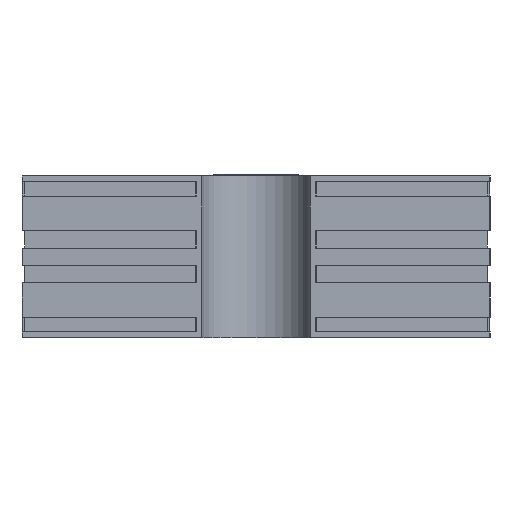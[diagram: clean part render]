
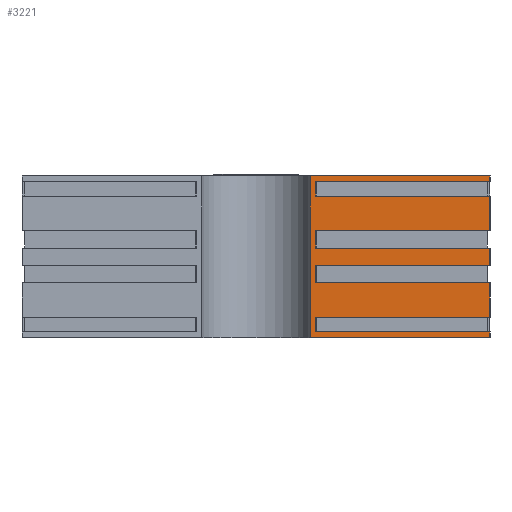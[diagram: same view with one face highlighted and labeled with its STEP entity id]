
A CAD part, left-side view. The second image highlights one B-rep face of the part: STEP entity #3221.
In plain terms, the highlighted planar face has unit normal (-1, 0, 0).
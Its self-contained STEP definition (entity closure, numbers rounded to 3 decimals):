
#146=FACE_OUTER_BOUND('',#312,.T.);
#312=EDGE_LOOP('',(#2353,#2354,#2355,#2356,#2357,#2358,#2359,#2360,#2361,
#2362,#2363,#2364,#2365,#2366,#2367,#2368,#2369,#2370,#2371,#2372));
#571=LINE('',#4680,#988);
#575=LINE('',#4698,#992);
#579=LINE('',#4716,#996);
#581=LINE('',#4725,#998);
#583=LINE('',#4734,#1000);
#585=LINE('',#4740,#1002);
#586=LINE('',#4742,#1003);
#587=LINE('',#4743,#1004);
#588=LINE('',#4745,#1005);
#589=LINE('',#4747,#1006);
#590=LINE('',#4748,#1007);
#591=LINE('',#4750,#1008);
#592=LINE('',#4752,#1009);
#593=LINE('',#4753,#1010);
#594=LINE('',#4755,#1011);
#595=LINE('',#4757,#1012);
#596=LINE('',#4758,#1013);
#597=LINE('',#4760,#1014);
#598=LINE('',#4762,#1015);
#599=LINE('',#4763,#1016);
#988=VECTOR('',#3819,0.051);
#992=VECTOR('',#3835,0.061);
#996=VECTOR('',#3851,0.061);
#998=VECTOR('',#3859,0.051);
#1000=VECTOR('',#3867,0.57);
#1002=VECTOR('',#3873,0.613);
#1003=VECTOR('',#3874,0.02);
#1004=VECTOR('',#3875,0.633);
#1005=VECTOR('',#3876,0.633);
#1006=VECTOR('',#3877,0.02);
#1007=VECTOR('',#3878,0.613);
#1008=VECTOR('',#3879,0.613);
#1009=VECTOR('',#3880,0.122);
#1010=VECTOR('',#3881,0.613);
#1011=VECTOR('',#3882,0.613);
#1012=VECTOR('',#3883,0.061);
#1013=VECTOR('',#3884,0.613);
#1014=VECTOR('',#3885,0.613);
#1015=VECTOR('',#3886,0.122);
#1016=VECTOR('',#3887,0.613);
#1354=VERTEX_POINT('',#4676);
#1356=VERTEX_POINT('',#4679);
#1362=VERTEX_POINT('',#4694);
#1364=VERTEX_POINT('',#4697);
#1370=VERTEX_POINT('',#4712);
#1372=VERTEX_POINT('',#4715);
#1374=VERTEX_POINT('',#4721);
#1376=VERTEX_POINT('',#4724);
#1378=VERTEX_POINT('',#4730);
#1380=VERTEX_POINT('',#4733);
#1382=VERTEX_POINT('',#4739);
#1383=VERTEX_POINT('',#4741);
#1384=VERTEX_POINT('',#4744);
#1385=VERTEX_POINT('',#4746);
#1386=VERTEX_POINT('',#4749);
#1387=VERTEX_POINT('',#4751);
#1388=VERTEX_POINT('',#4754);
#1389=VERTEX_POINT('',#4756);
#1390=VERTEX_POINT('',#4759);
#1391=VERTEX_POINT('',#4761);
#1712=EDGE_CURVE('',#1356,#1354,#571,.T.);
#1720=EDGE_CURVE('',#1364,#1362,#575,.T.);
#1728=EDGE_CURVE('',#1372,#1370,#579,.T.);
#1732=EDGE_CURVE('',#1376,#1374,#581,.T.);
#1736=EDGE_CURVE('',#1378,#1380,#583,.T.);
#1739=EDGE_CURVE('',#1374,#1382,#585,.T.);
#1740=EDGE_CURVE('',#1382,#1383,#586,.T.);
#1741=EDGE_CURVE('',#1380,#1383,#587,.T.);
#1742=EDGE_CURVE('',#1378,#1384,#588,.T.);
#1743=EDGE_CURVE('',#1385,#1384,#589,.T.);
#1744=EDGE_CURVE('',#1356,#1385,#590,.T.);
#1745=EDGE_CURVE('',#1354,#1386,#591,.T.);
#1746=EDGE_CURVE('',#1386,#1387,#592,.T.);
#1747=EDGE_CURVE('',#1364,#1387,#593,.T.);
#1748=EDGE_CURVE('',#1388,#1362,#594,.T.);
#1749=EDGE_CURVE('',#1388,#1389,#595,.T.);
#1750=EDGE_CURVE('',#1389,#1372,#596,.T.);
#1751=EDGE_CURVE('',#1370,#1390,#597,.T.);
#1752=EDGE_CURVE('',#1391,#1390,#598,.T.);
#1753=EDGE_CURVE('',#1391,#1376,#599,.T.);
#2353=ORIENTED_EDGE('',*,*,#1739,.T.);
#2354=ORIENTED_EDGE('',*,*,#1740,.T.);
#2355=ORIENTED_EDGE('',*,*,#1741,.F.);
#2356=ORIENTED_EDGE('',*,*,#1736,.F.);
#2357=ORIENTED_EDGE('',*,*,#1742,.T.);
#2358=ORIENTED_EDGE('',*,*,#1743,.F.);
#2359=ORIENTED_EDGE('',*,*,#1744,.F.);
#2360=ORIENTED_EDGE('',*,*,#1712,.T.);
#2361=ORIENTED_EDGE('',*,*,#1745,.T.);
#2362=ORIENTED_EDGE('',*,*,#1746,.T.);
#2363=ORIENTED_EDGE('',*,*,#1747,.F.);
#2364=ORIENTED_EDGE('',*,*,#1720,.T.);
#2365=ORIENTED_EDGE('',*,*,#1748,.F.);
#2366=ORIENTED_EDGE('',*,*,#1749,.T.);
#2367=ORIENTED_EDGE('',*,*,#1750,.T.);
#2368=ORIENTED_EDGE('',*,*,#1728,.T.);
#2369=ORIENTED_EDGE('',*,*,#1751,.T.);
#2370=ORIENTED_EDGE('',*,*,#1752,.F.);
#2371=ORIENTED_EDGE('',*,*,#1753,.T.);
#2372=ORIENTED_EDGE('',*,*,#1732,.T.);
#2959=PLANE('',#3401);
#3221=ADVANCED_FACE('',(#146),#2959,.T.);
#3401=AXIS2_PLACEMENT_3D('',#4738,#3871,#3872);
#3819=DIRECTION('',(0.,0.,1.));
#3835=DIRECTION('',(0.,0.,1.));
#3851=DIRECTION('',(0.,0.,1.));
#3859=DIRECTION('',(0.,0.,1.));
#3867=DIRECTION('',(0.,0.,1.));
#3871=DIRECTION('center_axis',(-1.,0.,0.));
#3872=DIRECTION('ref_axis',(0.,-1.,0.));
#3873=DIRECTION('',(0.,-1.,0.));
#3874=DIRECTION('',(0.,0.,1.));
#3875=DIRECTION('',(0.,-1.,0.));
#3876=DIRECTION('',(0.,-1.,0.));
#3877=DIRECTION('',(0.,0.,-1.));
#3878=DIRECTION('',(0.,-1.,0.));
#3879=DIRECTION('',(0.,-1.,0.));
#3880=DIRECTION('',(0.,0.,1.));
#3881=DIRECTION('',(0.,-1.,0.));
#3882=DIRECTION('',(0.,1.,0.));
#3883=DIRECTION('',(0.,0.,1.));
#3884=DIRECTION('',(0.,1.,0.));
#3885=DIRECTION('',(0.,-1.,0.));
#3886=DIRECTION('',(0.,0.,-1.));
#3887=DIRECTION('',(0.,1.,0.));
#4676=CARTESIAN_POINT('',(-1.6,-0.212,0.081));
#4679=CARTESIAN_POINT('',(-1.6,-0.212,0.03));
#4680=CARTESIAN_POINT('',(-1.6,-0.212,0.295));
#4694=CARTESIAN_POINT('',(-1.6,-0.212,0.264));
#4697=CARTESIAN_POINT('',(-1.6,-0.212,0.203));
#4698=CARTESIAN_POINT('',(-1.6,-0.212,0.295));
#4712=CARTESIAN_POINT('',(-1.6,-0.212,0.387));
#4715=CARTESIAN_POINT('',(-1.6,-0.212,0.326));
#4716=CARTESIAN_POINT('',(-1.6,-0.212,0.295));
#4721=CARTESIAN_POINT('',(-1.6,-0.212,0.56));
#4724=CARTESIAN_POINT('',(-1.6,-0.212,0.509));
#4725=CARTESIAN_POINT('',(-1.6,-0.212,0.295));
#4730=CARTESIAN_POINT('',(-1.6,-0.192,0.01));
#4733=CARTESIAN_POINT('',(-1.6,-0.192,0.58));
#4734=CARTESIAN_POINT('',(-1.6,-0.192,0.295));
#4738=CARTESIAN_POINT('Origin',(-1.6,-0.202,0.56));
#4739=CARTESIAN_POINT('',(-1.6,-0.825,0.56));
#4740=CARTESIAN_POINT('',(-1.6,-0.202,0.56));
#4741=CARTESIAN_POINT('',(-1.6,-0.825,0.58));
#4742=CARTESIAN_POINT('',(-1.6,-0.825,0.56));
#4743=CARTESIAN_POINT('',(-1.6,-0.096,0.58));
#4744=CARTESIAN_POINT('',(-1.6,-0.825,0.01));
#4745=CARTESIAN_POINT('',(-1.6,-0.202,0.01));
#4746=CARTESIAN_POINT('',(-1.6,-0.825,0.03));
#4747=CARTESIAN_POINT('',(-1.6,-0.825,0.03));
#4748=CARTESIAN_POINT('',(-1.6,-0.202,0.03));
#4749=CARTESIAN_POINT('',(-1.6,-0.825,0.081));
#4750=CARTESIAN_POINT('',(-1.6,0.311,0.081));
#4751=CARTESIAN_POINT('',(-1.6,-0.825,0.203));
#4752=CARTESIAN_POINT('',(-1.6,-0.825,0.02));
#4753=CARTESIAN_POINT('',(-1.6,-0.202,0.203));
#4754=CARTESIAN_POINT('',(-1.6,-0.825,0.264));
#4755=CARTESIAN_POINT('',(-1.6,-0.825,0.264));
#4756=CARTESIAN_POINT('',(-1.6,-0.825,0.326));
#4757=CARTESIAN_POINT('',(-1.6,-0.825,0.264));
#4758=CARTESIAN_POINT('',(-1.6,-0.825,0.326));
#4759=CARTESIAN_POINT('',(-1.6,-0.825,0.387));
#4760=CARTESIAN_POINT('',(-1.6,-0.202,0.387));
#4761=CARTESIAN_POINT('',(-1.6,-0.825,0.509));
#4762=CARTESIAN_POINT('',(-1.6,-0.825,0.57));
#4763=CARTESIAN_POINT('',(-1.6,0.311,0.509));
